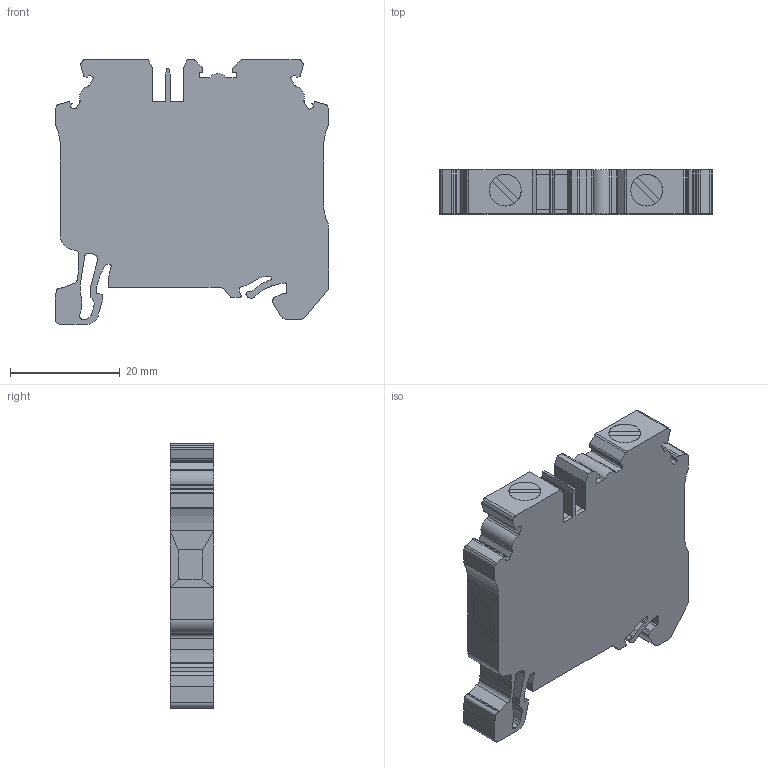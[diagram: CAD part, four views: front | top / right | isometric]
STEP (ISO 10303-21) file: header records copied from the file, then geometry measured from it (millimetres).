
FILE_DESCRIPTION( ( 'Unknown' ), '1' );
FILE_NAME( 'CYG6.stp', 'Unknown', ( 'Unknown' ), ( 'Unknown' ), 'PSStep 17.0.49', 'Unknown', ' ' );
FILE_SCHEMA( ( 'AUTOMOTIVE_DESIGN { 1 0 10303 214 1 1 1 1 }' ) );
Length unit declared in the file: millimetre
Products named in the file (1): 1
Bounding box: 50 x 8 x 48.25 mm (x, y, z)
Volume: 15425 mm3; surface area: 6292.8 mm2
Topology: 1 solids, 1 shells, 254 faces, 730 edges, 480 vertices
Faces by surface type: plane 150, cylinder 104
Full cylindrical faces by diameter (mm): 5.8 x2
Entity records: 10356 total; most frequent: CARTESIAN_POINT 1459, DIRECTION 1454, ORIENTED_EDGE 1452, EDGE_CURVE 726, LINE 508, VECTOR 508, VERTEX_POINT 478, AXIS2_PLACEMENT_3D 473
